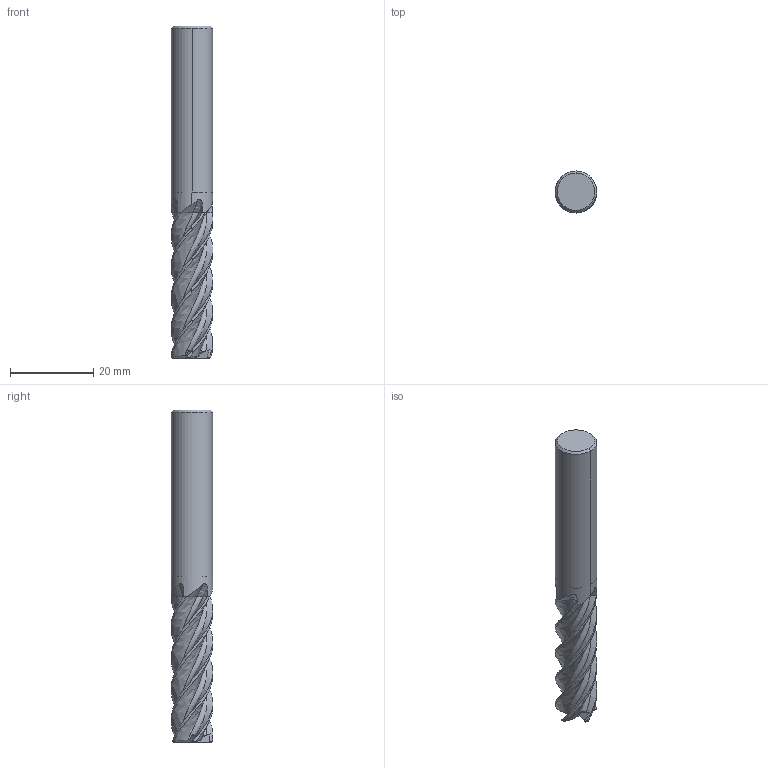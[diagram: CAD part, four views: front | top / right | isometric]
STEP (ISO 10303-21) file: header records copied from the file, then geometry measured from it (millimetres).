
FILE_DESCRIPTION(('no description'),'unknown implementation level');
FILE_NAME('BCU1-M03-0123-10-Detail.stp',' ',('CIMSOURCE GmbH'),('CADClick - KiM GmbH - www.kimweb.de'),'unknown preprocess','ACIS','unknown authorization');
FILE_SCHEMA(('automotive_design'));
Length unit declared in the file: millimetre
Products named in the file (2): NOCUT; CUT
Bounding box: 10 x 10 x 80 mm (x, y, z)
Volume: 5005.4 mm3; surface area: 3070.4 mm2
Topology: 2 solids, 2 shells, 95 faces, 256 edges, 166 vertices
Faces by surface type: plane 29, revolution 20, bspline 20, cone 17, torus 5, cylinder 4
Entity records: 15909 total; most frequent: CARTESIAN_POINT 10904, STYLED_ITEM 519, PRESENTATION_STYLE_ASSIGNMENT 519, COLOUR_RGB 519, ORIENTED_EDGE 512, DIRECTION 313, EDGE_CURVE 256, CURVE_STYLE 256
